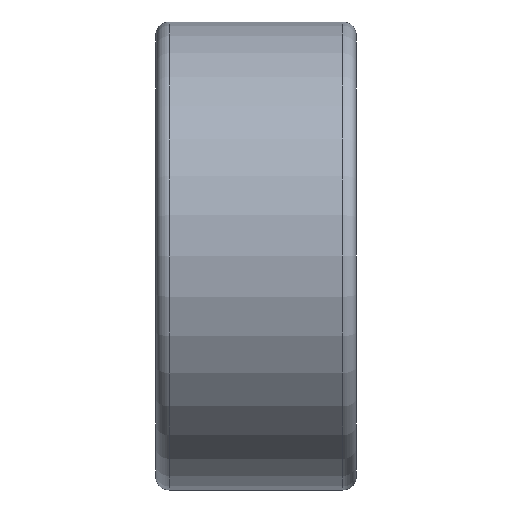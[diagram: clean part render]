
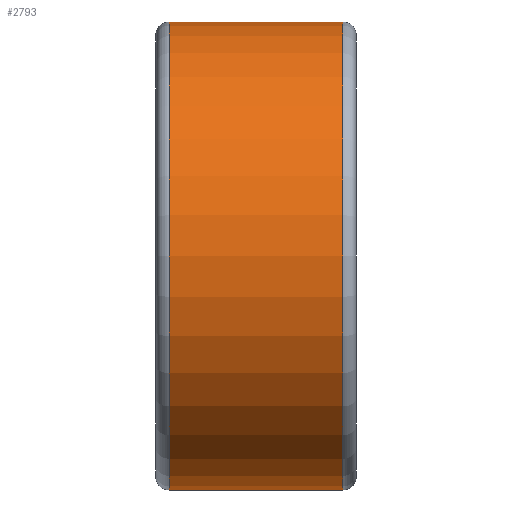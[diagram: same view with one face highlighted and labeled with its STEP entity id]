
A CAD part, front view. The second image highlights one B-rep face of the part: STEP entity #2793.
In plain terms, the highlighted cylindrical face has radius 17.5 mm (diameter 35 mm), a partial arc.
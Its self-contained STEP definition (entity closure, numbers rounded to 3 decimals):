
#448 = DIRECTION ( 'NONE',  ( -1., 0., 0. ) ) ;
#726 = VECTOR ( 'NONE', #8885, 1000. ) ;
#1356 = VERTEX_POINT ( 'NONE', #1514 ) ;
#1468 = CIRCLE ( 'NONE', #4827, 17.5 ) ;
#1514 = CARTESIAN_POINT ( 'NONE',  ( 14., 0., 17.5 ) ) ;
#1581 = ORIENTED_EDGE ( 'NONE', *, *, #5130, .T. ) ;
#1685 = CARTESIAN_POINT ( 'NONE',  ( 0., 0., 0. ) ) ;
#1921 = EDGE_CURVE ( 'NONE', #1356, #5113, #9091, .T. ) ;
#2423 = DIRECTION ( 'NONE',  ( 0., 0., 1. ) ) ;
#2511 = DIRECTION ( 'NONE',  ( 0., 0., 1. ) ) ;
#2651 = CARTESIAN_POINT ( 'NONE',  ( 0., 0., 17.5 ) ) ;
#2793 = ADVANCED_FACE ( 'NONE', ( #9213 ), #6081, .T. ) ;
#3383 = AXIS2_PLACEMENT_3D ( 'NONE', #6010, #4009, #2511 ) ;
#3497 = CIRCLE ( 'NONE', #3383, 17.5 ) ;
#3593 = AXIS2_PLACEMENT_3D ( 'NONE', #1685, #6013, #2423 ) ;
#3728 = ORIENTED_EDGE ( 'NONE', *, *, #1921, .T. ) ;
#3746 = EDGE_CURVE ( 'NONE', #5265, #1356, #3497, .T. ) ;
#3856 = LINE ( 'NONE', #6639, #726 ) ;
#3939 = VERTEX_POINT ( 'NONE', #4129 ) ;
#4009 = DIRECTION ( 'NONE',  ( -1., 0., 0. ) ) ;
#4129 = CARTESIAN_POINT ( 'NONE',  ( 1., 0., -17.5 ) ) ;
#4827 = AXIS2_PLACEMENT_3D ( 'NONE', #8407, #4978, #4853 ) ;
#4853 = DIRECTION ( 'NONE',  ( 0., 0., -1. ) ) ;
#4978 = DIRECTION ( 'NONE',  ( 1., 0., 0. ) ) ;
#5113 = VERTEX_POINT ( 'NONE', #7784 ) ;
#5130 = EDGE_CURVE ( 'NONE', #5113, #3939, #1468, .T. ) ;
#5184 = CARTESIAN_POINT ( 'NONE',  ( 14., 0., -17.5 ) ) ;
#5265 = VERTEX_POINT ( 'NONE', #5184 ) ;
#5625 = VECTOR ( 'NONE', #448, 1000. ) ;
#6010 = CARTESIAN_POINT ( 'NONE',  ( 14., 0., 0. ) ) ;
#6013 = DIRECTION ( 'NONE',  ( -1., 0., 0. ) ) ;
#6081 = CYLINDRICAL_SURFACE ( 'NONE', #3593, 17.5 ) ;
#6101 = ORIENTED_EDGE ( 'NONE', *, *, #7358, .F. ) ;
#6639 = CARTESIAN_POINT ( 'NONE',  ( 0., 0., -17.5 ) ) ;
#7358 = EDGE_CURVE ( 'NONE', #5265, #3939, #3856, .T. ) ;
#7784 = CARTESIAN_POINT ( 'NONE',  ( 1., 0., 17.5 ) ) ;
#8407 = CARTESIAN_POINT ( 'NONE',  ( 1., 0., 0. ) ) ;
#8448 = ORIENTED_EDGE ( 'NONE', *, *, #3746, .T. ) ;
#8743 = EDGE_LOOP ( 'NONE', ( #6101, #8448, #3728, #1581 ) ) ;
#8885 = DIRECTION ( 'NONE',  ( -1., 0., 0. ) ) ;
#9091 = LINE ( 'NONE', #2651, #5625 ) ;
#9213 = FACE_OUTER_BOUND ( 'NONE', #8743, .T. ) ;
